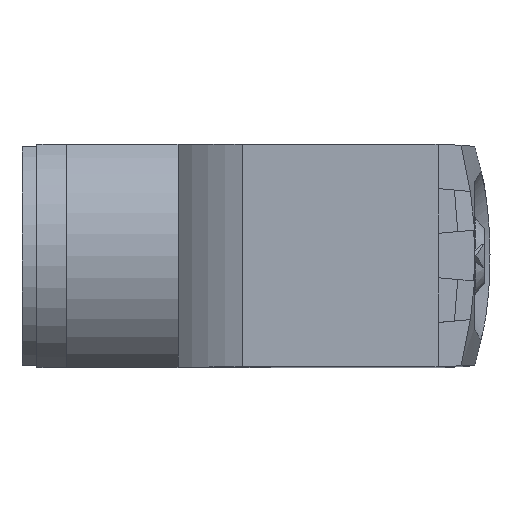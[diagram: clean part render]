
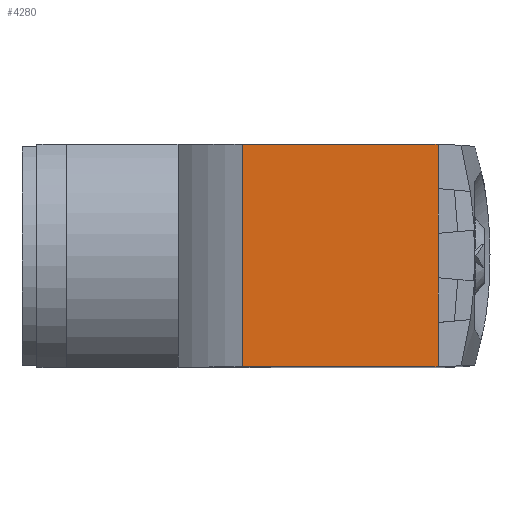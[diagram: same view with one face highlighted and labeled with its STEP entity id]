
A CAD part, top view. The second image highlights one B-rep face of the part: STEP entity #4280.
In plain terms, the highlighted planar face has unit normal (0, 0, 1).
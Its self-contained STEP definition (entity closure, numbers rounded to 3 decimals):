
#1640=CARTESIAN_POINT('',(-31.5,-7.5,17.5));
#1650=VERTEX_POINT('',#1640);
#1860=CARTESIAN_POINT('',(-31.5,7.5,17.5));
#1870=VERTEX_POINT('',#1860);
#3770=CARTESIAN_POINT('',(0.,7.5,17.5));
#3780=DIRECTION('',(0.,-0.,1.));
#3790=DIRECTION('',(0.,1.,0.));
#3800=AXIS2_PLACEMENT_3D('',#3770,#3780,#3790);
#3810=PLANE('',#3800);
#3820=CARTESIAN_POINT('',(-18.33,7.5,17.5));
#3830=DIRECTION('',(-0.,1.,0.));
#3840=VECTOR('',#3830,1.);
#3850=LINE('',#3820,#3840);
#3860=CARTESIAN_POINT('',(-18.33,-7.5,17.5));
#3870=VERTEX_POINT('',#3860);
#3880=CARTESIAN_POINT('',(-18.33,7.5,17.5));
#3890=VERTEX_POINT('',#3880);
#3900=EDGE_CURVE('',#3870,#3890,#3850,.T.);
#3910=ORIENTED_EDGE('',*,*,#3900,.T.);
#3920=CARTESIAN_POINT('',(0.,-7.5,17.5));
#3930=DIRECTION('',(1.,0.,0.));
#3940=VECTOR('',#3930,1.);
#3950=LINE('',#3920,#3940);
#3960=EDGE_CURVE('',#1650,#3870,#3950,.T.);
#3970=ORIENTED_EDGE('',*,*,#3960,.T.);
#3980=CARTESIAN_POINT('',(-31.5,0.,17.5));
#3990=DIRECTION('',(0.,1.,0.));
#4000=VECTOR('',#3990,1.);
#4010=LINE('',#3980,#4000);
#4020=CARTESIAN_POINT('',(-31.5,-4.503,17.5));
#4030=VERTEX_POINT('',#4020);
#4040=EDGE_CURVE('',#1650,#4030,#4010,.T.);
#4050=ORIENTED_EDGE('',*,*,#4040,.F.);
#4060=CARTESIAN_POINT('',(-31.5,-1.497,17.5));
#4070=VERTEX_POINT('',#4060);
#4080=EDGE_CURVE('',#4030,#4070,#4010,.T.);
#4090=ORIENTED_EDGE('',*,*,#4080,.F.);
#4100=CARTESIAN_POINT('',(-31.5,1.497,17.5));
#4110=VERTEX_POINT('',#4100);
#4120=EDGE_CURVE('',#4070,#4110,#4010,.T.);
#4130=ORIENTED_EDGE('',*,*,#4120,.F.);
#4140=CARTESIAN_POINT('',(-31.5,4.503,17.5));
#4150=VERTEX_POINT('',#4140);
#4160=EDGE_CURVE('',#4110,#4150,#4010,.T.);
#4170=ORIENTED_EDGE('',*,*,#4160,.F.);
#4180=EDGE_CURVE('',#4150,#1870,#4010,.T.);
#4190=ORIENTED_EDGE('',*,*,#4180,.F.);
#4200=CARTESIAN_POINT('',(0.,7.5,17.5));
#4210=DIRECTION('',(1.,0.,0.));
#4220=VECTOR('',#4210,1.);
#4230=LINE('',#4200,#4220);
#4240=EDGE_CURVE('',#1870,#3890,#4230,.T.);
#4250=ORIENTED_EDGE('',*,*,#4240,.F.);
#4260=EDGE_LOOP('',(#4250,#4190,#4170,#4130,#4090,#4050,#3970,#3910));
#4270=FACE_OUTER_BOUND('',#4260,.T.);
#4280=ADVANCED_FACE('',(#4270),#3810,.T.);
